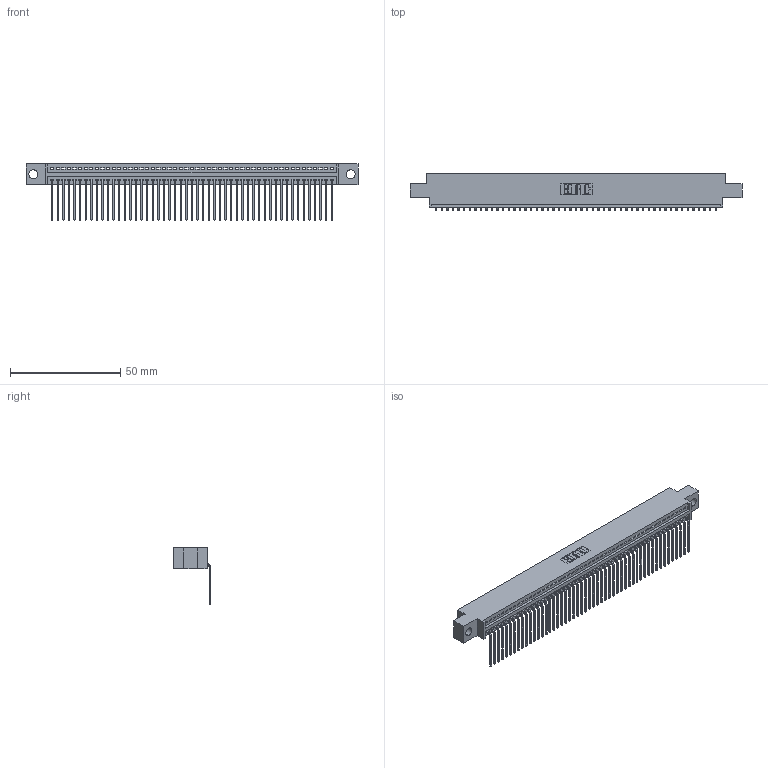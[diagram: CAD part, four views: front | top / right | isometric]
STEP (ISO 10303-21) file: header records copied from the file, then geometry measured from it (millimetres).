
FILE_DESCRIPTION (( 'STEP AP203' ), '1' );
FILE_NAME ('395-051-559-604.STEP', '2019-10-23T11:27:32', ( '' ), ( '' ), 'SwSTEP 2.0', 'SolidWorks 2016', '' );
FILE_SCHEMA (( 'CONFIG_CONTROL_DESIGN' ));
Length unit declared in the file: inch
Products named in the file (3): 345 Part_0.170 Offset - 0.156 Dia-TH; 395-051-559-604; 345-292-001_558 559 Tail - 1
Assembly tree (52 placements, depth 2):
  395-051-559-604
    345 Part_0.170 Offset - 0.156 Dia-TH
    345-292-001_558 559 Tail - 1  x51
Bounding box: 150.75 x 16.75 x 25.53 mm (x, y, z)
Volume: 14360.7 mm3; surface area: 20140.2 mm2
Topology: 52 solids, 52 shells, 3190 faces, 9635 edges, 6354 vertices
Faces by surface type: plane 2226, cylinder 964
Entity records: 37391 total; most frequent: CARTESIAN_POINT 6485, ORIENTED_EDGE 6470, DIRECTION 5649, EDGE_CURVE 3235, LINE 2899, VECTOR 2899, VERTEX_POINT 2154, AXIS2_PLACEMENT_3D 1375
